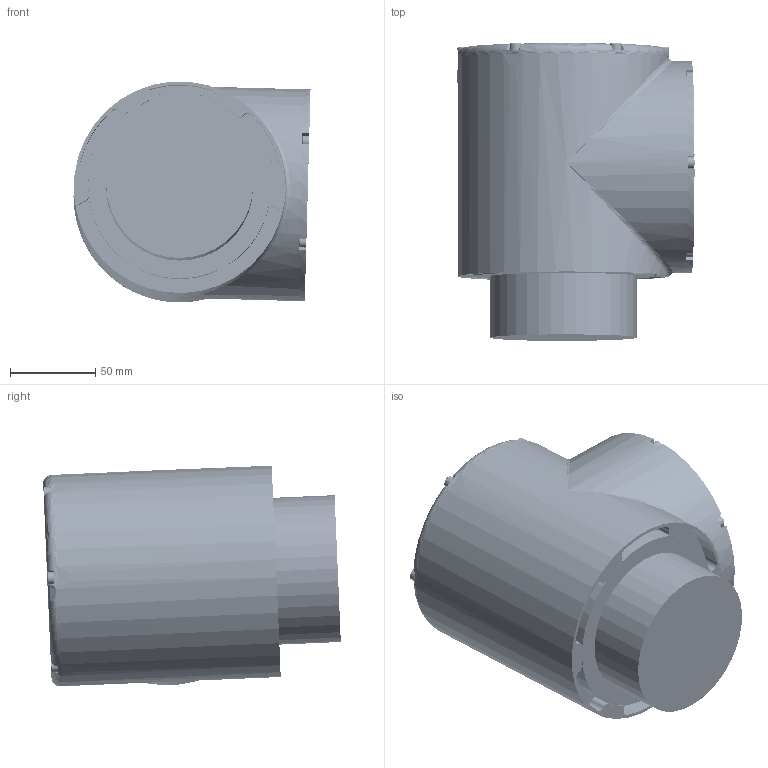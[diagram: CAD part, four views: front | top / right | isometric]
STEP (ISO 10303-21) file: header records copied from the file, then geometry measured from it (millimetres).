
FILE_DESCRIPTION(/* description */ ('Alibre Inc.'),/* implementation_level */ '2;1');
FILE_NAME(/* name */ 'export-69E9E3A4-4376-4C03-B2DD-2BE97E04E941',/* time_stamp */ '2021-03-29T08:46:46-04:00',/* author */ (''),/* organization */ (''),/* preprocessor_version */ 'ST-DEVELOPER v17',/* originating_system */ 'Alibre',/* authorisation */ '');
FILE_SCHEMA (('CONFIG_CONTROL_DESIGN'));
Length unit declared in the file: centimetre
Bounding box: 138.72 x 174.11 x 129.12 mm (x, y, z)
Volume: 1104342.4 mm3; surface area: 279615.4 mm2
Topology: 29 solids, 29 shells, 2651 faces, 7261 edges, 4717 vertices
Faces by surface type: cylinder 1720, plane 511, cone 340, bspline 73, torus 7
Full cylindrical faces by diameter (mm): 2.4 x6, 2.5 x6, 3.4 x17, 3.5 x6, 3.618 x1, 4.5 x18, 5.3 x6, 5.4 x4, 5.5 x6, 6.5 x4, 9 x6, 10 x1, 12.7 x1, 16 x1, 67 x2, 71 x1, 73 x2, 86 x1, 107 x3, 124 x3
Entity records: 46234 total; most frequent: CARTESIAN_POINT 19513, ORIENTED_EDGE 5536, DIRECTION 4818, EDGE_CURVE 2768, AXIS2_PLACEMENT_3D 1989, VERTEX_POINT 1887, EDGE_LOOP 1305, FACE_BOUND 1305
